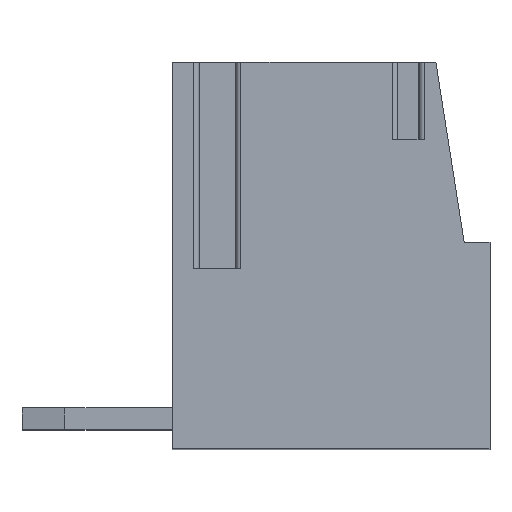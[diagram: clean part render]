
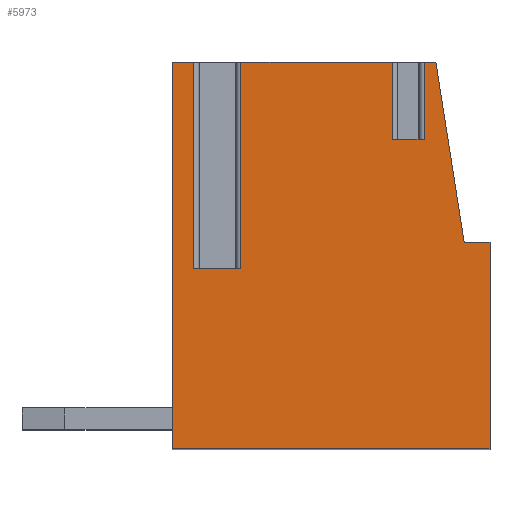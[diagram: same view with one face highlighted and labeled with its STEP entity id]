
A CAD part, top view. The second image highlights one B-rep face of the part: STEP entity #5973.
In plain terms, the highlighted planar face has unit normal (0, 0, 1).
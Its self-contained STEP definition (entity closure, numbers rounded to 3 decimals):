
#1889=DIRECTION('',(0.,1.,0.));
#1890=VECTOR('',#1889,1.8);
#1891=CARTESIAN_POINT('',(1.436,2.4,1.75));
#1892=LINE('',#1891,#1890);
#1893=DIRECTION('',(0.,1.,0.));
#1894=VECTOR('',#1893,1.8);
#1895=CARTESIAN_POINT('',(2.164,2.4,1.75));
#1896=LINE('',#1895,#1894);
#1897=DIRECTION('',(-1.,0.,0.));
#1898=VECTOR('',#1897,0.276);
#1899=CARTESIAN_POINT('',(2.44,4.2,1.75));
#1900=LINE('',#1899,#1898);
#1901=DIRECTION('',(-0.155,0.988,0.));
#1902=VECTOR('',#1901,4.252);
#1903=CARTESIAN_POINT('',(3.1,0.,1.75));
#1904=LINE('',#1903,#1902);
#1905=DIRECTION('',(-1.,0.,0.));
#1906=VECTOR('',#1905,0.6);
#1907=CARTESIAN_POINT('',(3.7,0.,1.75));
#1908=LINE('',#1907,#1906);
#1909=DIRECTION('',(0.,1.,0.));
#1910=VECTOR('',#1909,4.8);
#1911=CARTESIAN_POINT('',(3.7,-4.8,1.75));
#1912=LINE('',#1911,#1910);
#1913=DIRECTION('',(1.,0.,0.));
#1914=VECTOR('',#1913,7.4);
#1915=CARTESIAN_POINT('',(-3.7,-4.8,1.75));
#1916=LINE('',#1915,#1914);
#1917=DIRECTION('',(0.,-1.,0.));
#1918=VECTOR('',#1917,9.);
#1919=CARTESIAN_POINT('',(-3.7,4.2,1.75));
#1920=LINE('',#1919,#1918);
#1921=DIRECTION('',(-1.,0.,0.));
#1922=VECTOR('',#1921,0.504);
#1923=CARTESIAN_POINT('',(-3.196,4.2,1.75));
#1924=LINE('',#1923,#1922);
#1925=DIRECTION('',(0.,1.,0.));
#1926=VECTOR('',#1925,4.8);
#1927=CARTESIAN_POINT('',(-3.196,-0.6,1.75));
#1928=LINE('',#1927,#1926);
#1929=DIRECTION('',(-1.,0.,0.));
#1930=VECTOR('',#1929,1.093);
#1931=CARTESIAN_POINT('',(-2.104,-0.6,1.75));
#1932=LINE('',#1931,#1930);
#1933=DIRECTION('',(0.,1.,0.));
#1934=VECTOR('',#1933,4.8);
#1935=CARTESIAN_POINT('',(-2.104,-0.6,1.75));
#1936=LINE('',#1935,#1934);
#1937=DIRECTION('',(-1.,0.,0.));
#1938=VECTOR('',#1937,3.54);
#1939=CARTESIAN_POINT('',(1.436,4.2,1.75));
#1940=LINE('',#1939,#1938);
#1950=DIRECTION('',(1.,0.,0.));
#1951=VECTOR('',#1950,0.728);
#1952=CARTESIAN_POINT('',(1.436,2.4,1.75));
#1953=LINE('',#1952,#1951);
#2589=CARTESIAN_POINT('',(3.7,0.,1.75));
#2590=CARTESIAN_POINT('',(3.1,0.,1.75));
#2591=VERTEX_POINT('',#2589);
#2592=VERTEX_POINT('',#2590);
#2593=CARTESIAN_POINT('',(2.44,4.2,1.75));
#2594=VERTEX_POINT('',#2593);
#2595=CARTESIAN_POINT('',(-3.7,4.2,1.75));
#2596=CARTESIAN_POINT('',(-3.7,-4.8,1.75));
#2597=VERTEX_POINT('',#2595);
#2598=VERTEX_POINT('',#2596);
#2599=CARTESIAN_POINT('',(3.7,-4.8,1.75));
#2600=VERTEX_POINT('',#2599);
#2633=CARTESIAN_POINT('',(-2.104,-0.6,1.75));
#2634=CARTESIAN_POINT('',(-3.196,-0.6,1.75));
#2635=VERTEX_POINT('',#2633);
#2636=VERTEX_POINT('',#2634);
#2637=CARTESIAN_POINT('',(-3.196,4.2,1.75));
#2638=VERTEX_POINT('',#2637);
#2639=CARTESIAN_POINT('',(-2.104,4.2,1.75));
#2640=VERTEX_POINT('',#2639);
#2645=CARTESIAN_POINT('',(1.436,4.2,1.75));
#2646=VERTEX_POINT('',#2645);
#2648=CARTESIAN_POINT('',(2.164,4.2,1.75));
#2650=VERTEX_POINT('',#2648);
#2713=CARTESIAN_POINT('',(1.436,2.4,1.75));
#2714=VERTEX_POINT('',#2713);
#2716=CARTESIAN_POINT('',(2.164,2.4,1.75));
#2718=VERTEX_POINT('',#2716);
#5942=CARTESIAN_POINT('',(0.,0.,1.75));
#5943=DIRECTION('',(0.,0.,1.));
#5944=DIRECTION('',(1.,0.,0.));
#5945=AXIS2_PLACEMENT_3D('',#5942,#5943,#5944);
#5946=PLANE('',#5945);
#5948=ORIENTED_EDGE('',*,*,#5947,.F.);
#5950=ORIENTED_EDGE('',*,*,#5949,.T.);
#5952=ORIENTED_EDGE('',*,*,#5951,.T.);
#5953=ORIENTED_EDGE('',*,*,#3470,.F.);
#5955=ORIENTED_EDGE('',*,*,#5954,.F.);
#5957=ORIENTED_EDGE('',*,*,#5956,.F.);
#5959=ORIENTED_EDGE('',*,*,#5958,.F.);
#5961=ORIENTED_EDGE('',*,*,#5960,.F.);
#5962=ORIENTED_EDGE('',*,*,#5230,.F.);
#5963=ORIENTED_EDGE('',*,*,#3494,.F.);
#5965=ORIENTED_EDGE('',*,*,#5964,.F.);
#5967=ORIENTED_EDGE('',*,*,#5966,.F.);
#5969=ORIENTED_EDGE('',*,*,#5968,.T.);
#5970=ORIENTED_EDGE('',*,*,#3482,.F.);
#5971=EDGE_LOOP('',(#5948,#5950,#5952,#5953,#5955,#5957,#5959,#5961,#5962,#5963,
#5965,#5967,#5969,#5970));
#5972=FACE_OUTER_BOUND('',#5971,.F.);
#3470=EDGE_CURVE('',#2594,#2650,#1900,.T.);
#3482=EDGE_CURVE('',#2646,#2640,#1940,.T.);
#3494=EDGE_CURVE('',#2638,#2597,#1924,.T.);
#5230=EDGE_CURVE('',#2597,#2598,#1920,.T.);
#5947=EDGE_CURVE('',#2714,#2646,#1892,.T.);
#5949=EDGE_CURVE('',#2714,#2718,#1953,.T.);
#5951=EDGE_CURVE('',#2718,#2650,#1896,.T.);
#5954=EDGE_CURVE('',#2592,#2594,#1904,.T.);
#5956=EDGE_CURVE('',#2591,#2592,#1908,.T.);
#5958=EDGE_CURVE('',#2600,#2591,#1912,.T.);
#5960=EDGE_CURVE('',#2598,#2600,#1916,.T.);
#5964=EDGE_CURVE('',#2636,#2638,#1928,.T.);
#5966=EDGE_CURVE('',#2635,#2636,#1932,.T.);
#5968=EDGE_CURVE('',#2635,#2640,#1936,.T.);
#5973=ADVANCED_FACE('',(#5972),#5946,.T.);
